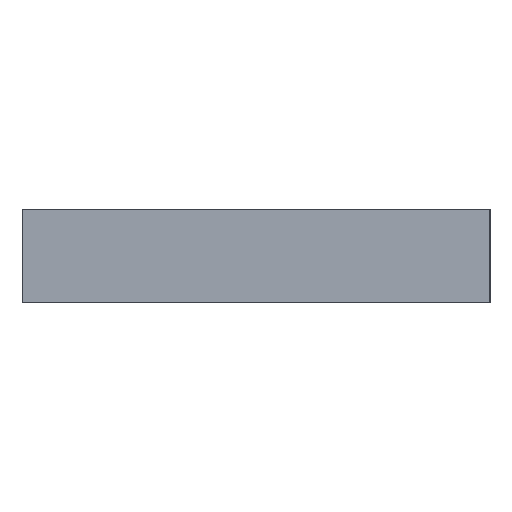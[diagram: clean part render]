
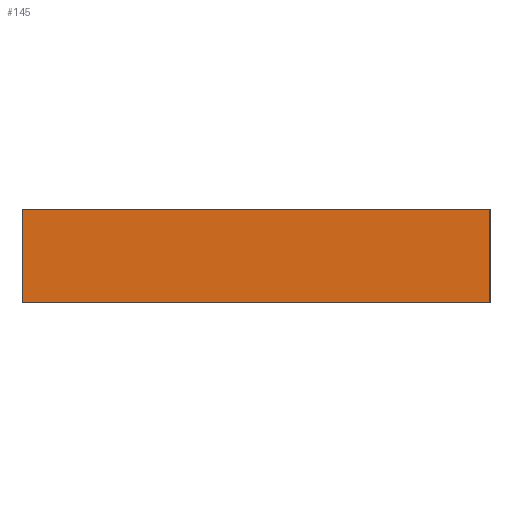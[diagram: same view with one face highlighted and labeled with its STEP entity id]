
A CAD part, left-side view. The second image highlights one B-rep face of the part: STEP entity #145.
In plain terms, the highlighted planar face has unit normal (-1, 0, 0).
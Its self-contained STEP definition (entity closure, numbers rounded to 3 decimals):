
#145=ADVANCED_FACE('',(#362),#363,.F.);
#362=FACE_OUTER_BOUND('',#794,.T.);
#363=PLANE('',#795);
#794=EDGE_LOOP('',(#1576,#1577,#1578,#1579));
#795=AXIS2_PLACEMENT_3D('',#1580,#1581,#1582);
#1576=ORIENTED_EDGE('',*,*,#2668,.T.);
#1577=ORIENTED_EDGE('',*,*,#2669,.F.);
#1578=ORIENTED_EDGE('',*,*,#2670,.F.);
#1579=ORIENTED_EDGE('',*,*,#2671,.T.);
#1580=CARTESIAN_POINT('',(0.0,0.0,5.0));
#1581=DIRECTION('',(1.0,0.,-0.0));
#1582=DIRECTION('',(0.,1.0,0.0));
#2668=EDGE_CURVE('',#3380,#3381,#3382,.T.);
#2669=EDGE_CURVE('',#3383,#3381,#3384,.T.);
#2670=EDGE_CURVE('',#3385,#3383,#3386,.T.);
#2671=EDGE_CURVE('',#3385,#3380,#3387,.T.);
#3380=VERTEX_POINT('',#4240);
#3381=VERTEX_POINT('',#4241);
#3382=LINE('',#4242,#4243);
#3383=VERTEX_POINT('',#4244);
#3384=LINE('',#4245,#4246);
#3385=VERTEX_POINT('',#4247);
#3386=LINE('',#4248,#4249);
#3387=LINE('',#4250,#4251);
#4240=CARTESIAN_POINT('',(0.0,0.0,0.0));
#4241=CARTESIAN_POINT('',(0.,-25.0,0.0));
#4242=CARTESIAN_POINT('',(0.0,0.0,0.0));
#4243=VECTOR('',#4972,1000.0);
#4244=CARTESIAN_POINT('',(0.,-25.0,5.0));
#4245=CARTESIAN_POINT('',(0.,-25.0,5.0));
#4246=VECTOR('',#4973,1000.0);
#4247=CARTESIAN_POINT('',(0.0,0.0,5.0));
#4248=CARTESIAN_POINT('',(0.0,0.0,5.0));
#4249=VECTOR('',#4974,1000.0);
#4250=CARTESIAN_POINT('',(0.0,0.0,5.0));
#4251=VECTOR('',#4975,1000.0);
#4972=DIRECTION('',(0.,-1.0,0.0));
#4973=DIRECTION('',(-0.0,-0.0,-1.0));
#4974=DIRECTION('',(0.,-1.0,0.0));
#4975=DIRECTION('',(-0.0,-0.0,-1.0));
